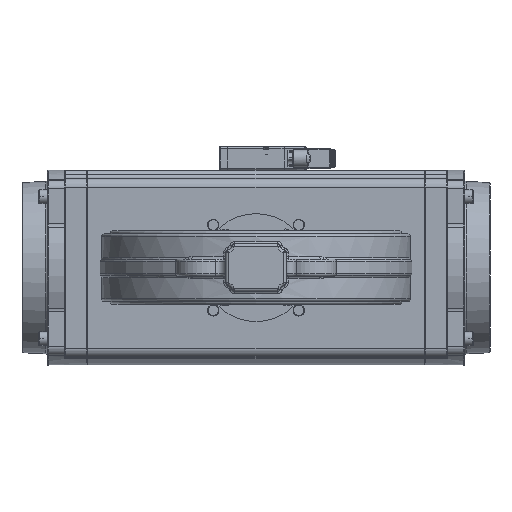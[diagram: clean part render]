
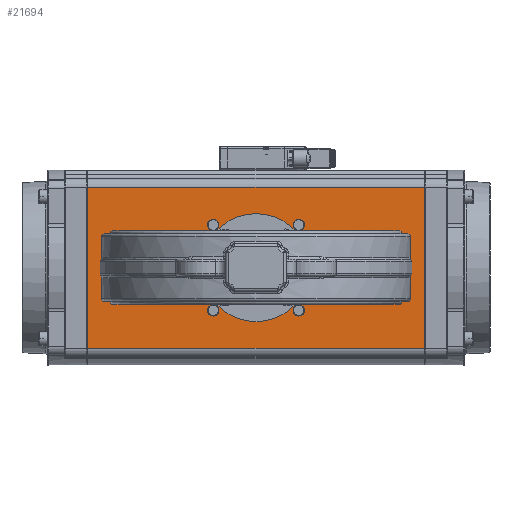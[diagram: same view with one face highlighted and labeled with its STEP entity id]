
A CAD part, front view. The second image highlights one B-rep face of the part: STEP entity #21694.
In plain terms, the highlighted planar face has unit normal (0, -1, 0).
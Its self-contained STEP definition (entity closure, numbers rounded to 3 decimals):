
#385=FACE_BOUND('',#6572,.T.);
#386=FACE_BOUND('',#6573,.T.);
#387=FACE_BOUND('',#6574,.T.);
#388=FACE_BOUND('',#6575,.T.);
#389=FACE_BOUND('',#6576,.T.);
#774=PLANE('',#24221);
#1639=LINE('',#39286,#2909);
#1848=LINE('',#39969,#3118);
#1849=LINE('',#39971,#3119);
#1850=LINE('',#39972,#3120);
#2909=VECTOR('',#29172,10.);
#3118=VECTOR('',#29783,10.);
#3119=VECTOR('',#29784,10.);
#3120=VECTOR('',#29785,10.);
#5254=FACE_OUTER_BOUND('',#6571,.T.);
#6571=EDGE_LOOP('',(#18009,#18010,#18011,#18012));
#6572=EDGE_LOOP('',(#18013));
#6573=EDGE_LOOP('',(#18014));
#6574=EDGE_LOOP('',(#18015));
#6575=EDGE_LOOP('',(#18016));
#6576=EDGE_LOOP('',(#18017));
#8010=CIRCLE('',#24099,38.5);
#8019=CIRCLE('',#24134,6.5);
#8022=CIRCLE('',#24139,6.5);
#8025=CIRCLE('',#24144,6.5);
#8028=CIRCLE('',#24149,6.5);
#9573=VERTEX_POINT('',#39283);
#9574=VERTEX_POINT('',#39285);
#9660=VERTEX_POINT('',#39506);
#9701=VERTEX_POINT('',#39634);
#9704=VERTEX_POINT('',#39644);
#9707=VERTEX_POINT('',#39654);
#9710=VERTEX_POINT('',#39664);
#9796=VERTEX_POINT('',#39968);
#9797=VERTEX_POINT('',#39970);
#12304=EDGE_CURVE('',#9573,#9574,#1639,.T.);
#12405=EDGE_CURVE('',#9660,#9660,#8010,.T.);
#12466=EDGE_CURVE('',#9701,#9701,#8019,.T.);
#12471=EDGE_CURVE('',#9704,#9704,#8022,.T.);
#12476=EDGE_CURVE('',#9707,#9707,#8025,.T.);
#12481=EDGE_CURVE('',#9710,#9710,#8028,.T.);
#12613=EDGE_CURVE('',#9796,#9573,#1848,.T.);
#12614=EDGE_CURVE('',#9797,#9796,#1849,.T.);
#12615=EDGE_CURVE('',#9574,#9797,#1850,.T.);
#18009=ORIENTED_EDGE('',*,*,#12613,.F.);
#18010=ORIENTED_EDGE('',*,*,#12614,.F.);
#18011=ORIENTED_EDGE('',*,*,#12615,.F.);
#18012=ORIENTED_EDGE('',*,*,#12304,.F.);
#18013=ORIENTED_EDGE('',*,*,#12481,.F.);
#18014=ORIENTED_EDGE('',*,*,#12471,.F.);
#18015=ORIENTED_EDGE('',*,*,#12405,.T.);
#18016=ORIENTED_EDGE('',*,*,#12466,.F.);
#18017=ORIENTED_EDGE('',*,*,#12476,.F.);
#21694=ADVANCED_FACE('',(#5254,#385,#386,#387,#388,#389),#774,.T.);
#24099=AXIS2_PLACEMENT_3D('',#39507,#29385,#29386);
#24134=AXIS2_PLACEMENT_3D('',#39635,#29507,#29508);
#24139=AXIS2_PLACEMENT_3D('',#39645,#29519,#29520);
#24144=AXIS2_PLACEMENT_3D('',#39655,#29531,#29532);
#24149=AXIS2_PLACEMENT_3D('',#39665,#29543,#29544);
#24221=AXIS2_PLACEMENT_3D('',#39967,#29781,#29782);
#29172=DIRECTION('',(1.,0.,0.));
#29385=DIRECTION('center_axis',(0.,1.,0.));
#29386=DIRECTION('ref_axis',(1.,0.,0.));
#29507=DIRECTION('center_axis',(0.,-1.,0.));
#29508=DIRECTION('ref_axis',(-1.,0.,0.));
#29519=DIRECTION('center_axis',(0.,-1.,0.));
#29520=DIRECTION('ref_axis',(-1.,0.,0.));
#29531=DIRECTION('center_axis',(0.,-1.,0.));
#29532=DIRECTION('ref_axis',(-1.,0.,0.));
#29543=DIRECTION('center_axis',(0.,-1.,0.));
#29544=DIRECTION('ref_axis',(-1.,0.,0.));
#29781=DIRECTION('center_axis',(0.,-1.,0.));
#29782=DIRECTION('ref_axis',(1.,0.,0.));
#29783=DIRECTION('',(0.,0.,1.));
#29784=DIRECTION('',(-1.,0.,0.));
#29785=DIRECTION('',(0.,0.,-1.));
#39283=CARTESIAN_POINT('',(-93.303,-128.5,195.));
#39285=CARTESIAN_POINT('',(93.303,-128.5,195.));
#39286=CARTESIAN_POINT('',(-103.303,-128.5,195.));
#39506=CARTESIAN_POINT('',(-38.5,-128.5,0.));
#39507=CARTESIAN_POINT('Origin',(0.,-128.5,0.));
#39634=CARTESIAN_POINT('',(55.997,-128.5,49.497));
#39635=CARTESIAN_POINT('Origin',(49.497,-128.5,49.497));
#39644=CARTESIAN_POINT('',(55.997,-128.5,-49.497));
#39645=CARTESIAN_POINT('Origin',(49.497,-128.5,-49.497));
#39654=CARTESIAN_POINT('',(-42.997,-128.5,-49.497));
#39655=CARTESIAN_POINT('Origin',(-49.497,-128.5,-49.497));
#39664=CARTESIAN_POINT('',(-42.997,-128.5,49.497));
#39665=CARTESIAN_POINT('Origin',(-49.497,-128.5,49.497));
#39967=CARTESIAN_POINT('Origin',(-103.303,-128.5,0.));
#39968=CARTESIAN_POINT('',(-93.303,-128.5,-195.));
#39969=CARTESIAN_POINT('',(-93.303,-128.5,0.));
#39970=CARTESIAN_POINT('',(93.303,-128.5,-195.));
#39971=CARTESIAN_POINT('',(-103.303,-128.5,-195.));
#39972=CARTESIAN_POINT('',(93.303,-128.5,0.));
